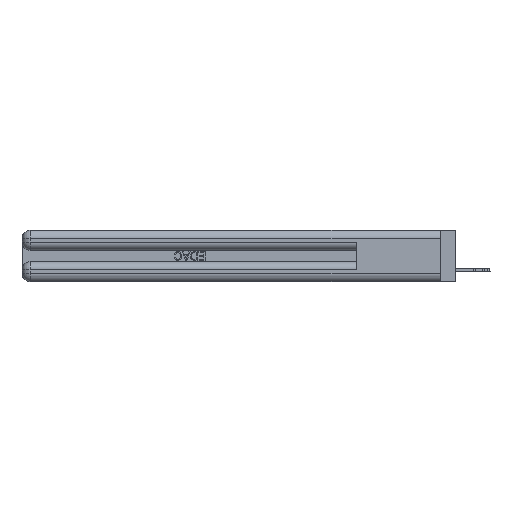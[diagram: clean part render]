
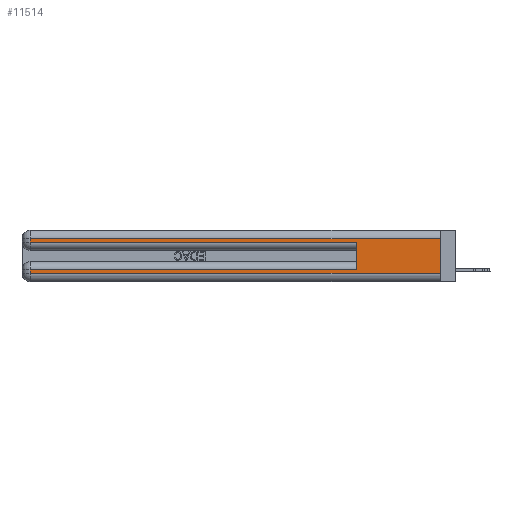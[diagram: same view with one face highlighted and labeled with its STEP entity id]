
A CAD part, left-side view. The second image highlights one B-rep face of the part: STEP entity #11514.
In plain terms, the highlighted planar face has unit normal (-1, 0, 0).
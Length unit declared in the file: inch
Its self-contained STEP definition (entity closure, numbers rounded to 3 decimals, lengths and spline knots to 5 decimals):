
#1082 = VECTOR ( 'NONE', #16445, 39.37008 ) ;
#1319 = ORIENTED_EDGE ( 'NONE', *, *, #46268, .T. ) ;
#1781 = VERTEX_POINT ( 'NONE', #49578 ) ;
#2518 = EDGE_CURVE ( 'NONE', #24727, #1781, #24210, .T. ) ;
#2666 = PLANE ( 'NONE',  #32982 ) ;
#4919 = CARTESIAN_POINT ( 'NONE',  ( 0., 0.6, 0.145 ) ) ;
#5462 = LINE ( 'NONE', #4919, #35334 ) ;
#5522 = CARTESIAN_POINT ( 'NONE',  ( 0., 2.94, 0.31 ) ) ;
#6131 = EDGE_LOOP ( 'NONE', ( #27937, #1319, #9684, #7475, #43302, #19047, #23778, #42256 ) ) ;
#6256 = VECTOR ( 'NONE', #21962, 39.37008 ) ;
#7475 = ORIENTED_EDGE ( 'NONE', *, *, #16365, .T. ) ;
#8113 = VERTEX_POINT ( 'NONE', #21123 ) ;
#9684 = ORIENTED_EDGE ( 'NONE', *, *, #12945, .T. ) ;
#10268 = EDGE_CURVE ( 'NONE', #27613, #20345, #39031, .T. ) ;
#11514 = ADVANCED_FACE ( 'NONE', ( #22372 ), #2666, .F. ) ;
#12945 = EDGE_CURVE ( 'NONE', #16747, #8113, #30167, .T. ) ;
#14671 = VERTEX_POINT ( 'NONE', #20273 ) ;
#15218 = CARTESIAN_POINT ( 'NONE',  ( 0., 2.94, 0.37 ) ) ;
#16076 = CARTESIAN_POINT ( 'NONE',  ( 0., 2.94, 0.06 ) ) ;
#16365 = EDGE_CURVE ( 'NONE', #8113, #31097, #47208, .T. ) ;
#16445 = DIRECTION ( 'NONE',  ( 0., 0., -1. ) ) ;
#16732 = LINE ( 'NONE', #39903, #24740 ) ;
#16747 = VERTEX_POINT ( 'NONE', #5522 ) ;
#17096 = DIRECTION ( 'NONE',  ( 1., 0., 0. ) ) ;
#17171 = DIRECTION ( 'NONE',  ( 0., 0., -1. ) ) ;
#18358 = CARTESIAN_POINT ( 'NONE',  ( 0., 0., 0.31 ) ) ;
#19047 = ORIENTED_EDGE ( 'NONE', *, *, #2518, .T. ) ;
#20214 = CARTESIAN_POINT ( 'NONE',  ( 0., 2.94, 0.37 ) ) ;
#20273 = CARTESIAN_POINT ( 'NONE',  ( 0., 0., 0.31 ) ) ;
#20345 = VERTEX_POINT ( 'NONE', #45202 ) ;
#21123 = CARTESIAN_POINT ( 'NONE',  ( 0., 2.94, 0.285 ) ) ;
#21666 = DIRECTION ( 'NONE',  ( 0., 0., -1. ) ) ;
#21962 = DIRECTION ( 'NONE',  ( 0., 1., 0. ) ) ;
#22032 = LINE ( 'NONE', #18358, #6256 ) ;
#22372 = FACE_OUTER_BOUND ( 'NONE', #6131, .T. ) ;
#23678 = EDGE_CURVE ( 'NONE', #14671, #20345, #16732, .T. ) ;
#23778 = ORIENTED_EDGE ( 'NONE', *, *, #41227, .T. ) ;
#24210 = LINE ( 'NONE', #29331, #42624 ) ;
#24236 = LINE ( 'NONE', #20214, #1082 ) ;
#24727 = VERTEX_POINT ( 'NONE', #44596 ) ;
#24740 = VECTOR ( 'NONE', #17171, 39.37008 ) ;
#27613 = VERTEX_POINT ( 'NONE', #16076 ) ;
#27937 = ORIENTED_EDGE ( 'NONE', *, *, #23678, .F. ) ;
#28731 = DIRECTION ( 'NONE',  ( 0., 0., 1. ) ) ;
#29331 = CARTESIAN_POINT ( 'NONE',  ( 0., 0., 0.085 ) ) ;
#29643 = EDGE_CURVE ( 'NONE', #24727, #31097, #5462, .T. ) ;
#30167 = LINE ( 'NONE', #15218, #36836 ) ;
#31097 = VERTEX_POINT ( 'NONE', #33065 ) ;
#32318 = DIRECTION ( 'NONE',  ( 0., -1., 0. ) ) ;
#32982 = AXIS2_PLACEMENT_3D ( 'NONE', #36975, #17096, #37160 ) ;
#33065 = CARTESIAN_POINT ( 'NONE',  ( 0., 0.6, 0.285 ) ) ;
#35334 = VECTOR ( 'NONE', #28731, 39.37008 ) ;
#36836 = VECTOR ( 'NONE', #21666, 39.37008 ) ;
#36975 = CARTESIAN_POINT ( 'NONE',  ( 0., 0., 0.37 ) ) ;
#37160 = DIRECTION ( 'NONE',  ( 0., 0., -1. ) ) ;
#38983 = VECTOR ( 'NONE', #49899, 39.37008 ) ;
#39031 = LINE ( 'NONE', #41762, #38983 ) ;
#39849 = CARTESIAN_POINT ( 'NONE',  ( 0., 0., 0.285 ) ) ;
#39903 = CARTESIAN_POINT ( 'NONE',  ( 0., 0., 0.37 ) ) ;
#41227 = EDGE_CURVE ( 'NONE', #1781, #27613, #24236, .T. ) ;
#41762 = CARTESIAN_POINT ( 'NONE',  ( 0., 0., 0.06 ) ) ;
#42256 = ORIENTED_EDGE ( 'NONE', *, *, #10268, .T. ) ;
#42624 = VECTOR ( 'NONE', #46592, 39.37008 ) ;
#43302 = ORIENTED_EDGE ( 'NONE', *, *, #29643, .F. ) ;
#44596 = CARTESIAN_POINT ( 'NONE',  ( 0., 0.6, 0.085 ) ) ;
#45202 = CARTESIAN_POINT ( 'NONE',  ( 0., 0., 0.06 ) ) ;
#46268 = EDGE_CURVE ( 'NONE', #14671, #16747, #22032, .T. ) ;
#46592 = DIRECTION ( 'NONE',  ( 0., 1., 0. ) ) ;
#47208 = LINE ( 'NONE', #39849, #48447 ) ;
#48447 = VECTOR ( 'NONE', #32318, 39.37008 ) ;
#49578 = CARTESIAN_POINT ( 'NONE',  ( 0., 2.94, 0.085 ) ) ;
#49899 = DIRECTION ( 'NONE',  ( 0., -1., 0. ) ) ;
